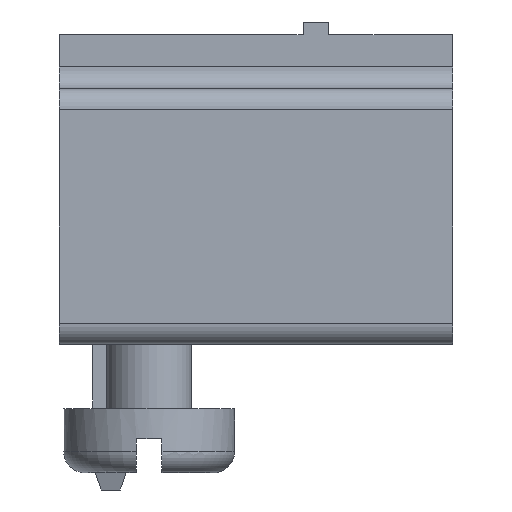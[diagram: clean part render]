
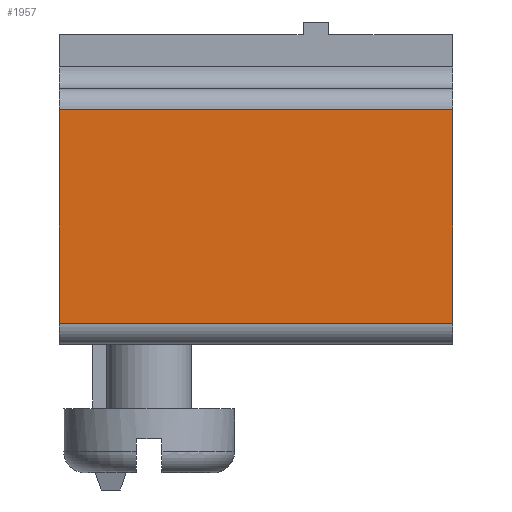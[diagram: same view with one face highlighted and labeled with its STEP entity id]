
A CAD part, left-side view. The second image highlights one B-rep face of the part: STEP entity #1957.
In plain terms, the highlighted planar face has unit normal (-1, 0, 0).
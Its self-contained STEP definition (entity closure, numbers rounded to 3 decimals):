
#32 = PLANE('',#33);
#33 = AXIS2_PLACEMENT_3D('',#34,#35,#36);
#34 = CARTESIAN_POINT('',(-7.1,1.2,0.));
#35 = DIRECTION('',(0.,1.,0.));
#36 = DIRECTION('',(-1.,0.,0.));
#57 = VERTEX_POINT('',#58);
#58 = CARTESIAN_POINT('',(-7.1,1.2,0.5));
#73 = CYLINDRICAL_SURFACE('',#74,0.5);
#74 = AXIS2_PLACEMENT_3D('',#75,#76,#77);
#75 = CARTESIAN_POINT('',(-6.6,1.2,0.5));
#76 = DIRECTION('',(0.,-1.,0.));
#77 = DIRECTION('',(0.,0.,-1.));
#85 = EDGE_CURVE('',#86,#57,#88,.T.);
#86 = VERTEX_POINT('',#87);
#87 = CARTESIAN_POINT('',(-7.1,1.2,5.5));
#88 = SURFACE_CURVE('',#89,(#93,#100),.PCURVE_S1.);
#89 = LINE('',#90,#91);
#90 = CARTESIAN_POINT('',(-7.1,1.2,6.));
#91 = VECTOR('',#92,1.);
#92 = DIRECTION('',(0.,0.,-1.));
#93 = PCURVE('',#32,#94);
#94 = DEFINITIONAL_REPRESENTATION('',(#95),#99);
#95 = LINE('',#96,#97);
#96 = CARTESIAN_POINT('',(0.,6.));
#97 = VECTOR('',#98,1.);
#98 = DIRECTION('',(0.,-1.));
#99 = ( GEOMETRIC_REPRESENTATION_CONTEXT(2)
PARAMETRIC_REPRESENTATION_CONTEXT() REPRESENTATION_CONTEXT('2D SPACE',''
) );
#100 = PCURVE('',#101,#106);
#101 = PLANE('',#102);
#102 = AXIS2_PLACEMENT_3D('',#103,#104,#105);
#103 = CARTESIAN_POINT('',(-7.1,1.2,6.));
#104 = DIRECTION('',(1.,0.,0.));
#105 = DIRECTION('',(0.,0.,-1.));
#106 = DEFINITIONAL_REPRESENTATION('',(#107),#111);
#107 = LINE('',#108,#109);
#108 = CARTESIAN_POINT('',(0.,0.));
#109 = VECTOR('',#110,1.);
#110 = DIRECTION('',(1.,0.));
#111 = ( GEOMETRIC_REPRESENTATION_CONTEXT(2)
PARAMETRIC_REPRESENTATION_CONTEXT() REPRESENTATION_CONTEXT('2D SPACE',''
) );
#134 = CYLINDRICAL_SURFACE('',#135,0.5);
#135 = AXIS2_PLACEMENT_3D('',#136,#137,#138);
#136 = CARTESIAN_POINT('',(-6.6,1.2,5.5));
#137 = DIRECTION('',(0.,-1.,0.));
#138 = DIRECTION('',(0.,0.,1.));
#479 = PLANE('',#480);
#480 = AXIS2_PLACEMENT_3D('',#481,#482,#483);
#481 = CARTESIAN_POINT('',(-7.1,-8.,0.));
#482 = DIRECTION('',(0.,1.,0.));
#483 = DIRECTION('',(-1.,0.,0.));
#1858 = EDGE_CURVE('',#57,#1859,#1861,.T.);
#1859 = VERTEX_POINT('',#1860);
#1860 = CARTESIAN_POINT('',(-7.1,-8.,0.5));
#1861 = SURFACE_CURVE('',#1862,(#1866,#1873),.PCURVE_S1.);
#1862 = LINE('',#1863,#1864);
#1863 = CARTESIAN_POINT('',(-7.1,1.2,0.5));
#1864 = VECTOR('',#1865,1.);
#1865 = DIRECTION('',(0.,-1.,0.));
#1866 = PCURVE('',#73,#1867);
#1867 = DEFINITIONAL_REPRESENTATION('',(#1868),#1872);
#1868 = LINE('',#1869,#1870);
#1869 = CARTESIAN_POINT('',(-1.571,0.));
#1870 = VECTOR('',#1871,1.);
#1871 = DIRECTION('',(0.,1.));
#1872 = ( GEOMETRIC_REPRESENTATION_CONTEXT(2)
PARAMETRIC_REPRESENTATION_CONTEXT() REPRESENTATION_CONTEXT('2D SPACE',''
) );
#1873 = PCURVE('',#101,#1874);
#1874 = DEFINITIONAL_REPRESENTATION('',(#1875),#1879);
#1875 = LINE('',#1876,#1877);
#1876 = CARTESIAN_POINT('',(5.5,0.));
#1877 = VECTOR('',#1878,1.);
#1878 = DIRECTION('',(0.,-1.));
#1879 = ( GEOMETRIC_REPRESENTATION_CONTEXT(2)
PARAMETRIC_REPRESENTATION_CONTEXT() REPRESENTATION_CONTEXT('2D SPACE',''
) );
#1957 = ADVANCED_FACE('',(#1958),#101,.F.);
#1958 = FACE_BOUND('',#1959,.F.);
#1959 = EDGE_LOOP('',(#1960,#1961,#1984,#2005));
#1960 = ORIENTED_EDGE('',*,*,#85,.F.);
#1961 = ORIENTED_EDGE('',*,*,#1962,.T.);
#1962 = EDGE_CURVE('',#86,#1963,#1965,.T.);
#1963 = VERTEX_POINT('',#1964);
#1964 = CARTESIAN_POINT('',(-7.1,-8.,5.5));
#1965 = SURFACE_CURVE('',#1966,(#1970,#1977),.PCURVE_S1.);
#1966 = LINE('',#1967,#1968);
#1967 = CARTESIAN_POINT('',(-7.1,1.2,5.5));
#1968 = VECTOR('',#1969,1.);
#1969 = DIRECTION('',(0.,-1.,0.));
#1970 = PCURVE('',#101,#1971);
#1971 = DEFINITIONAL_REPRESENTATION('',(#1972),#1976);
#1972 = LINE('',#1973,#1974);
#1973 = CARTESIAN_POINT('',(0.5,0.));
#1974 = VECTOR('',#1975,1.);
#1975 = DIRECTION('',(0.,-1.));
#1976 = ( GEOMETRIC_REPRESENTATION_CONTEXT(2)
PARAMETRIC_REPRESENTATION_CONTEXT() REPRESENTATION_CONTEXT('2D SPACE',''
) );
#1977 = PCURVE('',#134,#1978);
#1978 = DEFINITIONAL_REPRESENTATION('',(#1979),#1983);
#1979 = LINE('',#1980,#1981);
#1980 = CARTESIAN_POINT('',(1.571,0.));
#1981 = VECTOR('',#1982,1.);
#1982 = DIRECTION('',(0.,1.));
#1983 = ( GEOMETRIC_REPRESENTATION_CONTEXT(2)
PARAMETRIC_REPRESENTATION_CONTEXT() REPRESENTATION_CONTEXT('2D SPACE',''
) );
#1984 = ORIENTED_EDGE('',*,*,#1985,.T.);
#1985 = EDGE_CURVE('',#1963,#1859,#1986,.T.);
#1986 = SURFACE_CURVE('',#1987,(#1991,#1998),.PCURVE_S1.);
#1987 = LINE('',#1988,#1989);
#1988 = CARTESIAN_POINT('',(-7.1,-8.,6.));
#1989 = VECTOR('',#1990,1.);
#1990 = DIRECTION('',(0.,0.,-1.));
#1991 = PCURVE('',#101,#1992);
#1992 = DEFINITIONAL_REPRESENTATION('',(#1993),#1997);
#1993 = LINE('',#1994,#1995);
#1994 = CARTESIAN_POINT('',(0.,-9.2));
#1995 = VECTOR('',#1996,1.);
#1996 = DIRECTION('',(1.,0.));
#1997 = ( GEOMETRIC_REPRESENTATION_CONTEXT(2)
PARAMETRIC_REPRESENTATION_CONTEXT() REPRESENTATION_CONTEXT('2D SPACE',''
) );
#1998 = PCURVE('',#479,#1999);
#1999 = DEFINITIONAL_REPRESENTATION('',(#2000),#2004);
#2000 = LINE('',#2001,#2002);
#2001 = CARTESIAN_POINT('',(0.,6.));
#2002 = VECTOR('',#2003,1.);
#2003 = DIRECTION('',(0.,-1.));
#2004 = ( GEOMETRIC_REPRESENTATION_CONTEXT(2)
PARAMETRIC_REPRESENTATION_CONTEXT() REPRESENTATION_CONTEXT('2D SPACE',''
) );
#2005 = ORIENTED_EDGE('',*,*,#1858,.F.);
